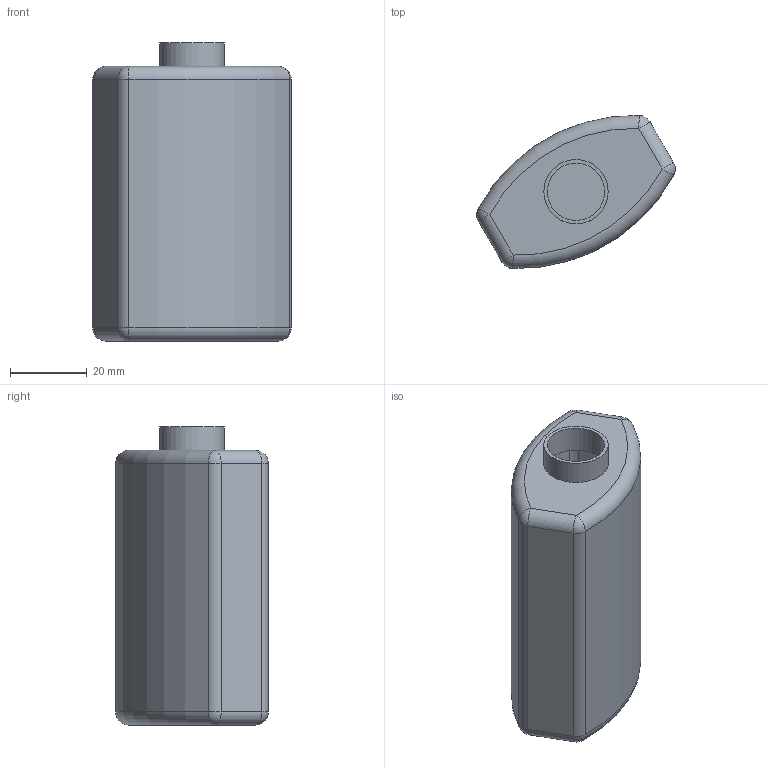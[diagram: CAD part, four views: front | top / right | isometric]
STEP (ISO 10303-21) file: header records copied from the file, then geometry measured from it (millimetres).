
FILE_DESCRIPTION(('Open CASCADE Model'),'2;1');
FILE_NAME('bottle','2025-06-17T22:26:41',('Author'),('Open CASCADE'), 'Open CASCADE STEP processor 7.8','build123d','Unknown');
FILE_SCHEMA(('AUTOMOTIVE_DESIGN { 1 0 10303 214 1 1 1 1 }'));
Length unit declared in the file: millimetre
Products named in the file (1): bottle
Bounding box: 51.9 x 39.91 x 77.9 mm (x, y, z)
Volume: 10961.5 mm3; surface area: 24404.7 mm2
Topology: 1 solids, 1 shells, 55 faces, 118 edges, 52 vertices
Faces by surface type: cylinder 22, sphere 16, plane 9, torus 8
Full cylindrical faces by diameter (mm): 15 x1, 16.8 x1
Entity records: 2697 total; most frequent: DIRECTION 482, CARTESIAN_POINT 438, LINE 226, VECTOR 226, ORIENTED_EDGE 204, PCURVE 204, DEFINITIONAL_REPRESENTATION 204, AXIS2_PLACEMENT_3D 124
